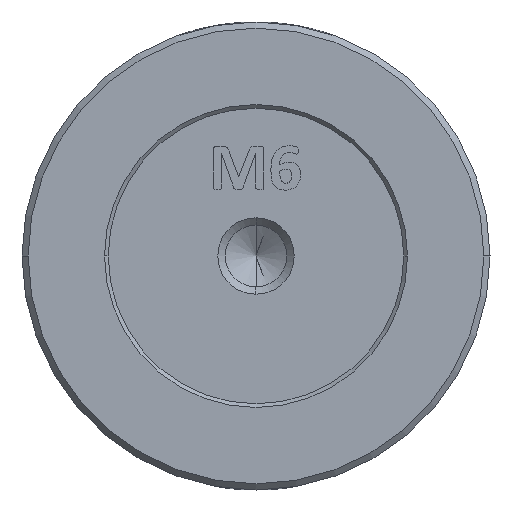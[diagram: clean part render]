
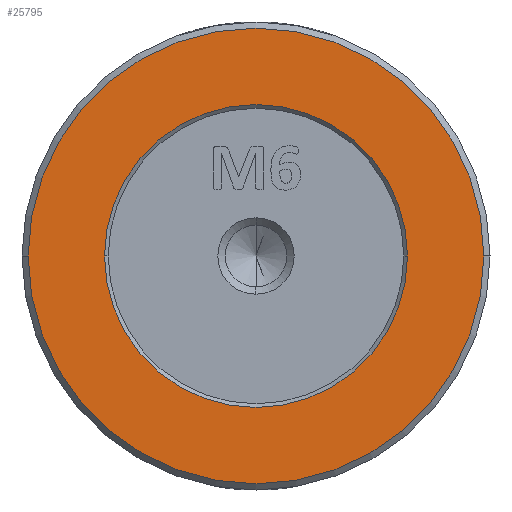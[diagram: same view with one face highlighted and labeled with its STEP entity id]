
A CAD part, left-side view. The second image highlights one B-rep face of the part: STEP entity #25795.
In plain terms, the highlighted planar face has unit normal (-1, 0, 0).
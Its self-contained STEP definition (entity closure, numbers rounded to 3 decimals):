
#856 = CARTESIAN_POINT ( 'NONE',  ( 0., 0., 0. ) ) ;
#2318 = CARTESIAN_POINT ( 'NONE',  ( 0., -18.5, 0. ) ) ;
#2513 = DIRECTION ( 'NONE',  ( 1., 0., 0. ) ) ;
#2727 = VERTEX_POINT ( 'NONE', #25478 ) ;
#3317 = CIRCLE ( 'NONE', #30425, 18.5 ) ;
#3518 = ORIENTED_EDGE ( 'NONE', *, *, #8114, .T. ) ;
#5490 = VERTEX_POINT ( 'NONE', #29398 ) ;
#5631 = DIRECTION ( 'NONE',  ( 1., 0., 0. ) ) ;
#5955 = CARTESIAN_POINT ( 'NONE',  ( 0., 0., 0. ) ) ;
#6002 = ORIENTED_EDGE ( 'NONE', *, *, #29468, .T. ) ;
#6104 = CIRCLE ( 'NONE', #22140, 12.3 ) ;
#6586 = EDGE_CURVE ( 'NONE', #5490, #21935, #6104, .T. ) ;
#8114 = EDGE_CURVE ( 'NONE', #2727, #14909, #3317, .T. ) ;
#11296 = AXIS2_PLACEMENT_3D ( 'NONE', #5955, #15551, #25128 ) ;
#12882 = FACE_OUTER_BOUND ( 'NONE', #28864, .T. ) ;
#13863 = CARTESIAN_POINT ( 'NONE',  ( 0., 0., 0. ) ) ;
#14016 = DIRECTION ( 'NONE',  ( 0., -1., 0. ) ) ;
#14192 = CARTESIAN_POINT ( 'NONE',  ( 0., 12.3, 0. ) ) ;
#14909 = VERTEX_POINT ( 'NONE', #2318 ) ;
#15551 = DIRECTION ( 'NONE',  ( -1., 0., 0. ) ) ;
#15912 = ORIENTED_EDGE ( 'NONE', *, *, #6586, .T. ) ;
#16202 = CIRCLE ( 'NONE', #17201, 12.3 ) ;
#16881 = AXIS2_PLACEMENT_3D ( 'NONE', #13863, #30693, #14016 ) ;
#17201 = AXIS2_PLACEMENT_3D ( 'NONE', #24040, #2513, #17442 ) ;
#17442 = DIRECTION ( 'NONE',  ( 0., -1., 0. ) ) ;
#17578 = EDGE_CURVE ( 'NONE', #14909, #2727, #30434, .T. ) ;
#19128 = ORIENTED_EDGE ( 'NONE', *, *, #17578, .T. ) ;
#19543 = DIRECTION ( 'NONE',  ( 0., -1., 0. ) ) ;
#21935 = VERTEX_POINT ( 'NONE', #14192 ) ;
#22140 = AXIS2_PLACEMENT_3D ( 'NONE', #27162, #5631, #24639 ) ;
#22447 = PLANE ( 'NONE',  #11296 ) ;
#24040 = CARTESIAN_POINT ( 'NONE',  ( 0., 0., 0. ) ) ;
#24639 = DIRECTION ( 'NONE',  ( 0., -1., 0. ) ) ;
#25128 = DIRECTION ( 'NONE',  ( 0., 1., 0. ) ) ;
#25478 = CARTESIAN_POINT ( 'NONE',  ( 0., 18.5, 0. ) ) ;
#25795 = ADVANCED_FACE ( 'NONE', ( #27483, #12882 ), #22447, .T. ) ;
#27114 = EDGE_LOOP ( 'NONE', ( #15912, #6002 ) ) ;
#27162 = CARTESIAN_POINT ( 'NONE',  ( 0., 0., 0. ) ) ;
#27483 = FACE_BOUND ( 'NONE', #27114, .T. ) ;
#28864 = EDGE_LOOP ( 'NONE', ( #3518, #19128 ) ) ;
#29295 = DIRECTION ( 'NONE',  ( -1., 0., 0. ) ) ;
#29398 = CARTESIAN_POINT ( 'NONE',  ( 0., -12.3, 0. ) ) ;
#29468 = EDGE_CURVE ( 'NONE', #21935, #5490, #16202, .T. ) ;
#30425 = AXIS2_PLACEMENT_3D ( 'NONE', #856, #29295, #19543 ) ;
#30434 = CIRCLE ( 'NONE', #16881, 18.5 ) ;
#30693 = DIRECTION ( 'NONE',  ( -1., 0., 0. ) ) ;
